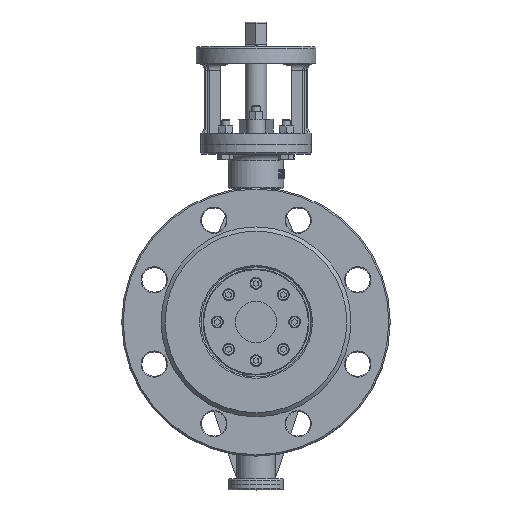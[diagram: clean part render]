
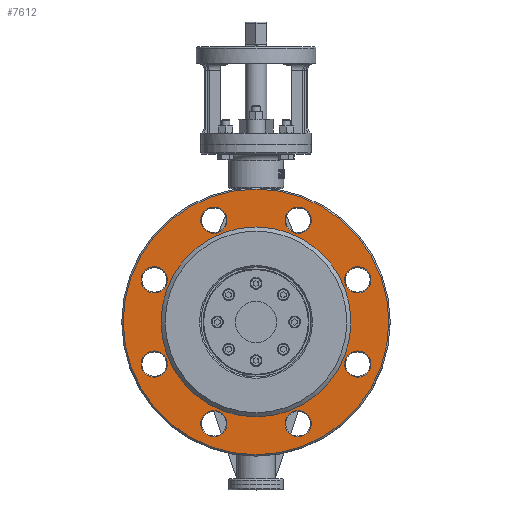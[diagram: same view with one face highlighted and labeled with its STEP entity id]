
A CAD part, top view. The second image highlights one B-rep face of the part: STEP entity #7612.
In plain terms, the highlighted planar face has unit normal (0, 0, 1).
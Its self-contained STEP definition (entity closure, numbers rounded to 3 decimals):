
#280=FACE_BOUND('',#1642,.T.);
#281=FACE_BOUND('',#1643,.T.);
#282=FACE_BOUND('',#1644,.T.);
#283=FACE_BOUND('',#1645,.T.);
#284=FACE_BOUND('',#1646,.T.);
#285=FACE_BOUND('',#1647,.T.);
#286=FACE_BOUND('',#1648,.T.);
#287=FACE_BOUND('',#1649,.T.);
#288=FACE_BOUND('',#1650,.T.);
#606=CIRCLE('',#8329,69.);
#608=CIRCLE('',#8332,96.5);
#609=CIRCLE('',#8333,9.5);
#610=CIRCLE('',#8334,9.5);
#611=CIRCLE('',#8335,9.5);
#612=CIRCLE('',#8336,9.5);
#613=CIRCLE('',#8337,9.5);
#614=CIRCLE('',#8338,9.5);
#615=CIRCLE('',#8339,9.5);
#616=CIRCLE('',#8340,9.5);
#843=PLANE('',#8331);
#1155=FACE_OUTER_BOUND('',#1641,.T.);
#1641=EDGE_LOOP('',(#5983));
#1642=EDGE_LOOP('',(#5984));
#1643=EDGE_LOOP('',(#5985));
#1644=EDGE_LOOP('',(#5986));
#1645=EDGE_LOOP('',(#5987));
#1646=EDGE_LOOP('',(#5988));
#1647=EDGE_LOOP('',(#5989));
#1648=EDGE_LOOP('',(#5990));
#1649=EDGE_LOOP('',(#5991));
#1650=EDGE_LOOP('',(#5992));
#3461=VERTEX_POINT('',#14493);
#3463=VERTEX_POINT('',#14499);
#3464=VERTEX_POINT('',#14501);
#3465=VERTEX_POINT('',#14503);
#3466=VERTEX_POINT('',#14505);
#3467=VERTEX_POINT('',#14507);
#3468=VERTEX_POINT('',#14509);
#3469=VERTEX_POINT('',#14511);
#3470=VERTEX_POINT('',#14513);
#3471=VERTEX_POINT('',#14515);
#4352=EDGE_CURVE('',#3461,#3461,#606,.T.);
#4355=EDGE_CURVE('',#3463,#3463,#608,.T.);
#4356=EDGE_CURVE('',#3464,#3464,#609,.T.);
#4357=EDGE_CURVE('',#3465,#3465,#610,.T.);
#4358=EDGE_CURVE('',#3466,#3466,#611,.T.);
#4359=EDGE_CURVE('',#3467,#3467,#612,.T.);
#4360=EDGE_CURVE('',#3468,#3468,#613,.T.);
#4361=EDGE_CURVE('',#3469,#3469,#614,.T.);
#4362=EDGE_CURVE('',#3470,#3470,#615,.T.);
#4363=EDGE_CURVE('',#3471,#3471,#616,.T.);
#5983=ORIENTED_EDGE('',*,*,#4355,.F.);
#5984=ORIENTED_EDGE('',*,*,#4356,.F.);
#5985=ORIENTED_EDGE('',*,*,#4357,.F.);
#5986=ORIENTED_EDGE('',*,*,#4358,.F.);
#5987=ORIENTED_EDGE('',*,*,#4359,.F.);
#5988=ORIENTED_EDGE('',*,*,#4360,.F.);
#5989=ORIENTED_EDGE('',*,*,#4361,.F.);
#5990=ORIENTED_EDGE('',*,*,#4362,.F.);
#5991=ORIENTED_EDGE('',*,*,#4363,.F.);
#5992=ORIENTED_EDGE('',*,*,#4352,.F.);
#7612=ADVANCED_FACE('',(#1155,#280,#281,#282,#283,#284,#285,#286,#287,#288),
#843,.T.);
#8329=AXIS2_PLACEMENT_3D('',#14494,#9843,#9844);
#8331=AXIS2_PLACEMENT_3D('',#14498,#9848,#9849);
#8332=AXIS2_PLACEMENT_3D('',#14500,#9850,#9851);
#8333=AXIS2_PLACEMENT_3D('',#14502,#9852,#9853);
#8334=AXIS2_PLACEMENT_3D('',#14504,#9854,#9855);
#8335=AXIS2_PLACEMENT_3D('',#14506,#9856,#9857);
#8336=AXIS2_PLACEMENT_3D('',#14508,#9858,#9859);
#8337=AXIS2_PLACEMENT_3D('',#14510,#9860,#9861);
#8338=AXIS2_PLACEMENT_3D('',#14512,#9862,#9863);
#8339=AXIS2_PLACEMENT_3D('',#14514,#9864,#9865);
#8340=AXIS2_PLACEMENT_3D('',#14516,#9866,#9867);
#9843=DIRECTION('center_axis',(0.,0.,1.));
#9844=DIRECTION('ref_axis',(-1.,0.,0.));
#9848=DIRECTION('center_axis',(0.,0.,1.));
#9849=DIRECTION('ref_axis',(1.,0.,0.));
#9850=DIRECTION('center_axis',(0.,0.,-1.));
#9851=DIRECTION('ref_axis',(-1.,0.,0.));
#9852=DIRECTION('center_axis',(0.,0.,1.));
#9853=DIRECTION('ref_axis',(-1.,0.,0.));
#9854=DIRECTION('center_axis',(0.,0.,1.));
#9855=DIRECTION('ref_axis',(-1.,0.,0.));
#9856=DIRECTION('center_axis',(0.,0.,1.));
#9857=DIRECTION('ref_axis',(-1.,0.,0.));
#9858=DIRECTION('center_axis',(0.,0.,1.));
#9859=DIRECTION('ref_axis',(-1.,0.,0.));
#9860=DIRECTION('center_axis',(0.,0.,1.));
#9861=DIRECTION('ref_axis',(-1.,0.,0.));
#9862=DIRECTION('center_axis',(0.,0.,1.));
#9863=DIRECTION('ref_axis',(-1.,0.,0.));
#9864=DIRECTION('center_axis',(0.,0.,1.));
#9865=DIRECTION('ref_axis',(-1.,0.,0.));
#9866=DIRECTION('center_axis',(0.,0.,1.));
#9867=DIRECTION('ref_axis',(-1.,0.,0.));
#14493=CARTESIAN_POINT('',(69.,0.,10.5));
#14494=CARTESIAN_POINT('Origin',(0.,0.,10.5));
#14498=CARTESIAN_POINT('Origin',(0.,0.,10.5));
#14499=CARTESIAN_POINT('',(96.5,0.,10.5));
#14500=CARTESIAN_POINT('Origin',(0.,0.,10.5));
#14501=CARTESIAN_POINT('',(-21.115,-73.91,10.5));
#14502=CARTESIAN_POINT('Origin',(-30.615,-73.91,10.5));
#14503=CARTESIAN_POINT('',(83.41,-30.615,10.5));
#14504=CARTESIAN_POINT('Origin',(73.91,-30.615,10.5));
#14505=CARTESIAN_POINT('',(-21.115,73.91,10.5));
#14506=CARTESIAN_POINT('Origin',(-30.615,73.91,10.5));
#14507=CARTESIAN_POINT('',(83.41,30.615,10.5));
#14508=CARTESIAN_POINT('Origin',(73.91,30.615,10.5));
#14509=CARTESIAN_POINT('',(40.115,73.91,10.5));
#14510=CARTESIAN_POINT('Origin',(30.615,73.91,10.5));
#14511=CARTESIAN_POINT('',(-64.41,30.615,10.5));
#14512=CARTESIAN_POINT('Origin',(-73.91,30.615,10.5));
#14513=CARTESIAN_POINT('',(40.115,-73.91,10.5));
#14514=CARTESIAN_POINT('Origin',(30.615,-73.91,10.5));
#14515=CARTESIAN_POINT('',(-64.41,-30.615,10.5));
#14516=CARTESIAN_POINT('Origin',(-73.91,-30.615,10.5));
